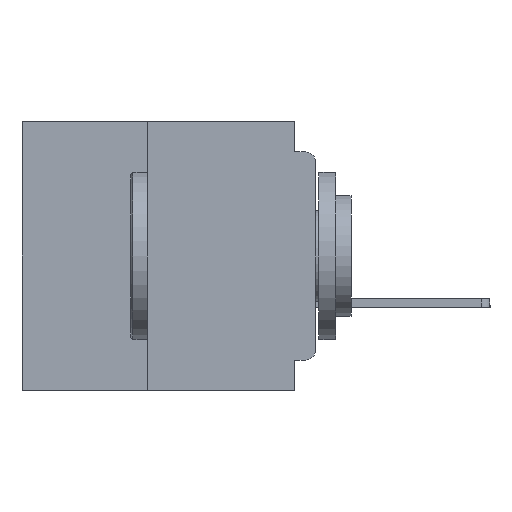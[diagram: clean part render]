
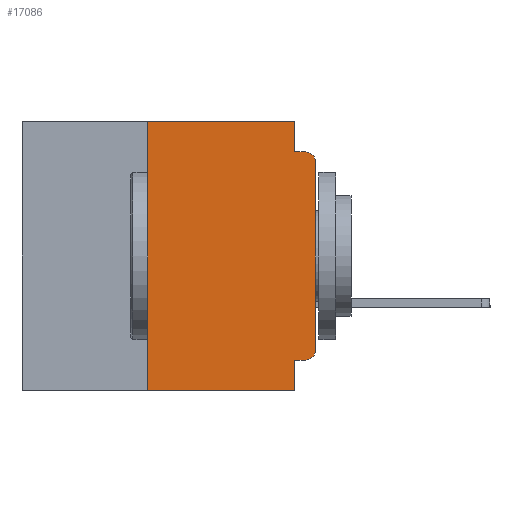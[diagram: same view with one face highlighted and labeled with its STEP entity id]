
A CAD part, left-side view. The second image highlights one B-rep face of the part: STEP entity #17086.
In plain terms, the highlighted planar face has unit normal (-1, 0, 0).
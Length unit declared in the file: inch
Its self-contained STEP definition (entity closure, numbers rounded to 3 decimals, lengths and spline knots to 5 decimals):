
#486 = CARTESIAN_POINT ( 'NONE',  ( 0., 0.031, 0. ) ) ;
#545 = ORIENTED_EDGE ( 'NONE', *, *, #16607, .T. ) ;
#571 = VERTEX_POINT ( 'NONE', #7208 ) ;
#682 = CARTESIAN_POINT ( 'NONE',  ( 0., 0.437, 0. ) ) ;
#730 = LINE ( 'NONE', #2105, #7765 ) ;
#928 = LINE ( 'NONE', #682, #31971 ) ;
#1042 = ORIENTED_EDGE ( 'NONE', *, *, #24642, .F. ) ;
#1210 = LINE ( 'NONE', #25996, #7294 ) ;
#1517 = DIRECTION ( 'NONE',  ( 0., 0., -1. ) ) ;
#1841 = EDGE_CURVE ( 'NONE', #25340, #3328, #1210, .T. ) ;
#2057 = CARTESIAN_POINT ( 'NONE',  ( 0., 0.031, -0.4 ) ) ;
#2105 = CARTESIAN_POINT ( 'NONE',  ( 0., 0., 0. ) ) ;
#2318 = EDGE_CURVE ( 'NONE', #38830, #571, #14292, .T. ) ;
#3061 = VERTEX_POINT ( 'NONE', #17296 ) ;
#3328 = VERTEX_POINT ( 'NONE', #3804 ) ;
#3399 = ORIENTED_EDGE ( 'NONE', *, *, #16319, .F. ) ;
#3804 = CARTESIAN_POINT ( 'NONE',  ( 0., 0.015, -0.045 ) ) ;
#4468 = VERTEX_POINT ( 'NONE', #16086 ) ;
#5408 = DIRECTION ( 'NONE',  ( -1., 0., 0. ) ) ;
#5857 = VECTOR ( 'NONE', #19467, 39.37008 ) ;
#6314 = VECTOR ( 'NONE', #1517, 39.37008 ) ;
#6495 = VECTOR ( 'NONE', #18419, 39.37008 ) ;
#6568 = DIRECTION ( 'NONE',  ( 0., -1., 0. ) ) ;
#6587 = EDGE_CURVE ( 'NONE', #4468, #21791, #37461, .T. ) ;
#7208 = CARTESIAN_POINT ( 'NONE',  ( 0., 0.031, -0.4 ) ) ;
#7294 = VECTOR ( 'NONE', #26757, 39.37008 ) ;
#7385 = DIRECTION ( 'NONE',  ( 1., 0., 0. ) ) ;
#7627 = CARTESIAN_POINT ( 'NONE',  ( 0., 0.031, -0.045 ) ) ;
#7765 = VECTOR ( 'NONE', #26051, 39.37008 ) ;
#8076 = ORIENTED_EDGE ( 'NONE', *, *, #10312, .T. ) ;
#9425 = AXIS2_PLACEMENT_3D ( 'NONE', #23328, #5408, #26361 ) ;
#10312 = EDGE_CURVE ( 'NONE', #3061, #571, #13140, .T. ) ;
#11871 = EDGE_CURVE ( 'NONE', #21791, #38845, #730, .T. ) ;
#12335 = EDGE_CURVE ( 'NONE', #3061, #27482, #36950, .T. ) ;
#12568 = VERTEX_POINT ( 'NONE', #23512 ) ;
#13026 = CARTESIAN_POINT ( 'NONE',  ( 0., 0.25, 0. ) ) ;
#13140 = LINE ( 'NONE', #18602, #34353 ) ;
#13220 = ORIENTED_EDGE ( 'NONE', *, *, #31151, .F. ) ;
#13316 = CARTESIAN_POINT ( 'NONE',  ( 0., 0., -0.355 ) ) ;
#13657 = CARTESIAN_POINT ( 'NONE',  ( 0., 0., -0.34 ) ) ;
#13672 = VECTOR ( 'NONE', #16298, 39.37008 ) ;
#13719 = DIRECTION ( 'NONE',  ( -1., 0., 0. ) ) ;
#14292 = LINE ( 'NONE', #2057, #6314 ) ;
#14613 = ORIENTED_EDGE ( 'NONE', *, *, #11871, .T. ) ;
#16033 = ORIENTED_EDGE ( 'NONE', *, *, #2318, .F. ) ;
#16086 = CARTESIAN_POINT ( 'NONE',  ( 0., 0.015, -0.355 ) ) ;
#16298 = DIRECTION ( 'NONE',  ( 0., 1., 0. ) ) ;
#16319 = EDGE_CURVE ( 'NONE', #12568, #25340, #29550, .T. ) ;
#16607 = EDGE_CURVE ( 'NONE', #38845, #3328, #19125, .T. ) ;
#17086 = ADVANCED_FACE ( 'NONE', ( #17178 ), #19313, .F. ) ;
#17178 = FACE_OUTER_BOUND ( 'NONE', #34936, .T. ) ;
#17193 = AXIS2_PLACEMENT_3D ( 'NONE', #25317, #7385, #28404 ) ;
#17296 = CARTESIAN_POINT ( 'NONE',  ( 0., 0.25, -0.4 ) ) ;
#18351 = ORIENTED_EDGE ( 'NONE', *, *, #1841, .F. ) ;
#18419 = DIRECTION ( 'NONE',  ( 0., 0., -1. ) ) ;
#18602 = CARTESIAN_POINT ( 'NONE',  ( 0., 0.437, -0.4 ) ) ;
#19125 = CIRCLE ( 'NONE', #24724, 0.015 ) ;
#19313 = PLANE ( 'NONE',  #17193 ) ;
#19467 = DIRECTION ( 'NONE',  ( 0., 0., 1. ) ) ;
#21791 = VERTEX_POINT ( 'NONE', #13657 ) ;
#23328 = CARTESIAN_POINT ( 'NONE',  ( 0., 0.015, -0.34 ) ) ;
#23512 = CARTESIAN_POINT ( 'NONE',  ( 0., 0.031, 0. ) ) ;
#24642 = EDGE_CURVE ( 'NONE', #4468, #38830, #29691, .T. ) ;
#24724 = AXIS2_PLACEMENT_3D ( 'NONE', #31738, #13719, #34781 ) ;
#25317 = CARTESIAN_POINT ( 'NONE',  ( 0., 0.437, 0. ) ) ;
#25340 = VERTEX_POINT ( 'NONE', #7627 ) ;
#25996 = CARTESIAN_POINT ( 'NONE',  ( 0., 0., -0.045 ) ) ;
#26051 = DIRECTION ( 'NONE',  ( 0., 0., 1. ) ) ;
#26361 = DIRECTION ( 'NONE',  ( 0., 0., -1. ) ) ;
#26757 = DIRECTION ( 'NONE',  ( 0., -1., 0. ) ) ;
#27482 = VERTEX_POINT ( 'NONE', #13026 ) ;
#27712 = DIRECTION ( 'NONE',  ( 0., -1., 0. ) ) ;
#28404 = DIRECTION ( 'NONE',  ( 0., 0., -1. ) ) ;
#28820 = CARTESIAN_POINT ( 'NONE',  ( 0., 0., -0.06 ) ) ;
#29550 = LINE ( 'NONE', #486, #6495 ) ;
#29691 = LINE ( 'NONE', #13316, #13672 ) ;
#31151 = EDGE_CURVE ( 'NONE', #27482, #12568, #928, .T. ) ;
#31738 = CARTESIAN_POINT ( 'NONE',  ( 0., 0.015, -0.06 ) ) ;
#31971 = VECTOR ( 'NONE', #27712, 39.37008 ) ;
#33981 = ORIENTED_EDGE ( 'NONE', *, *, #6587, .T. ) ;
#34353 = VECTOR ( 'NONE', #6568, 39.37008 ) ;
#34781 = DIRECTION ( 'NONE',  ( 0., 0., -1. ) ) ;
#34936 = EDGE_LOOP ( 'NONE', ( #14613, #545, #18351, #3399, #13220, #37292, #8076, #16033, #1042, #33981 ) ) ;
#36950 = LINE ( 'NONE', #37563, #5857 ) ;
#37292 = ORIENTED_EDGE ( 'NONE', *, *, #12335, .F. ) ;
#37461 = CIRCLE ( 'NONE', #9425, 0.015 ) ;
#37563 = CARTESIAN_POINT ( 'NONE',  ( 0., 0.25, -0.4 ) ) ;
#37815 = CARTESIAN_POINT ( 'NONE',  ( 0., 0.031, -0.355 ) ) ;
#38830 = VERTEX_POINT ( 'NONE', #37815 ) ;
#38845 = VERTEX_POINT ( 'NONE', #28820 ) ;
